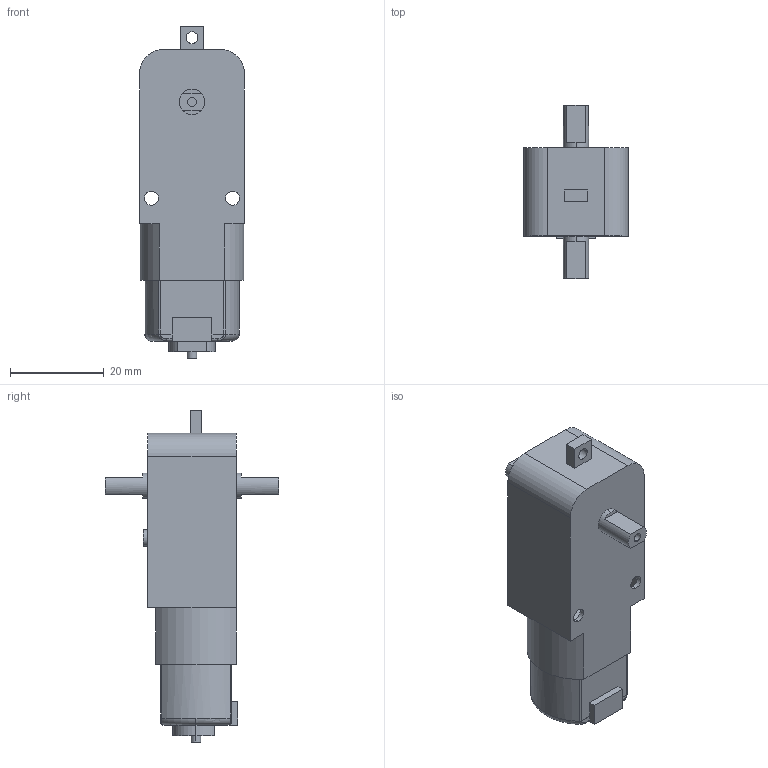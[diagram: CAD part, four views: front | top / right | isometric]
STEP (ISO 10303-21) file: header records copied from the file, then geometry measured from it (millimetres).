
FILE_DESCRIPTION (( 'STEP AP214' ), '1' );
FILE_NAME ('motor.STEP', '2020-09-09T05:11:08', ( '' ), ( '' ), 'SwSTEP 2.0', 'SolidWorks 2019', '' );
FILE_SCHEMA (( 'AUTOMOTIVE_DESIGN' ));
Length unit declared in the file: millimetre
Products named in the file (1): motor
Bounding box: 22.3 x 37 x 70.8 mm (x, y, z)
Volume: 14091.8 mm3; surface area: 8852.6 mm2
Topology: 1 solids, 1 shells, 110 faces, 277 edges, 178 vertices
Faces by surface type: plane 55, cylinder 44, bspline 8, torus 3
Entity records: 4582 total; most frequent: CARTESIAN_POINT 940, DIRECTION 578, ORIENTED_EDGE 554, EDGE_CURVE 277, AXIS2_PLACEMENT_3D 210, VERTEX_POINT 178, LINE 158, VECTOR 158
